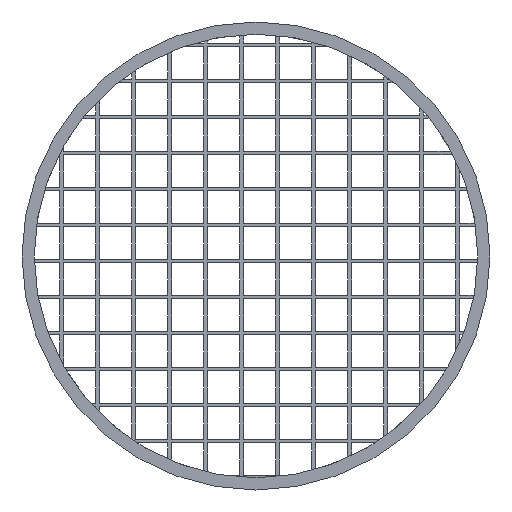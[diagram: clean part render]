
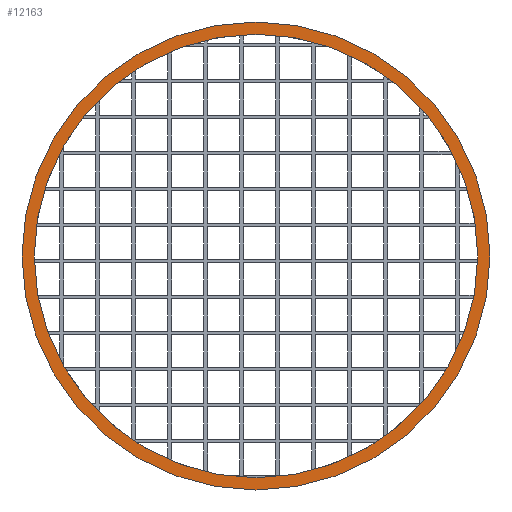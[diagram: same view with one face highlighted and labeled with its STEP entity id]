
A CAD part, front view. The second image highlights one B-rep face of the part: STEP entity #12163.
In plain terms, the highlighted planar face has unit normal (0, -1, 0).
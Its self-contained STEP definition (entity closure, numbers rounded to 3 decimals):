
#103=CIRCLE('',#12793,6.16);
#104=CIRCLE('',#12795,6.5);
#3504=ORIENTED_EDGE('',*,*,#5209,.F.);
#3505=ORIENTED_EDGE('',*,*,#5210,.T.);
#5209=EDGE_CURVE('',#6345,#6345,#103,.T.);
#5210=EDGE_CURVE('',#6346,#6346,#104,.T.);
#6345=VERTEX_POINT('',#19010);
#6346=VERTEX_POINT('',#19013);
#10334=EDGE_LOOP('',(#3504));
#10335=EDGE_LOOP('',(#3505));
#11106=FACE_BOUND('',#10334,.T.);
#11107=FACE_BOUND('',#10335,.T.);
#11636=PLANE('',#12794);
#12163=ADVANCED_FACE('',(#11106,#11107),#11636,.F.);
#12793=AXIS2_PLACEMENT_3D('',#19009,#15639,#15640);
#12794=AXIS2_PLACEMENT_3D('',#19011,#15641,#15642);
#12795=AXIS2_PLACEMENT_3D('',#19012,#15643,#15644);
#15639=DIRECTION('',(0.,-1.,0.));
#15640=DIRECTION('',(1.,0.,0.));
#15641=DIRECTION('',(0.,1.,0.));
#15642=DIRECTION('',(-1.,0.,0.));
#15643=DIRECTION('',(0.,-1.,0.));
#15644=DIRECTION('',(1.,0.,0.));
#19009=CARTESIAN_POINT('',(-34.186,-0.14,5.532));
#19010=CARTESIAN_POINT('',(-28.026,-0.14,5.532));
#19011=CARTESIAN_POINT('',(-27.686,-0.14,5.532));
#19012=CARTESIAN_POINT('',(-34.186,-0.14,5.532));
#19013=CARTESIAN_POINT('',(-27.686,-0.14,5.532));
